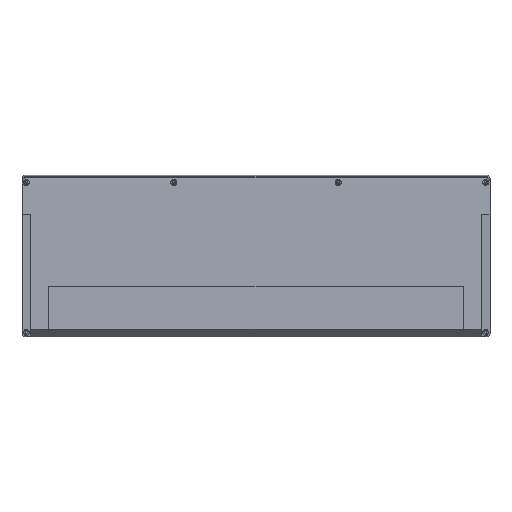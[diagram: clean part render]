
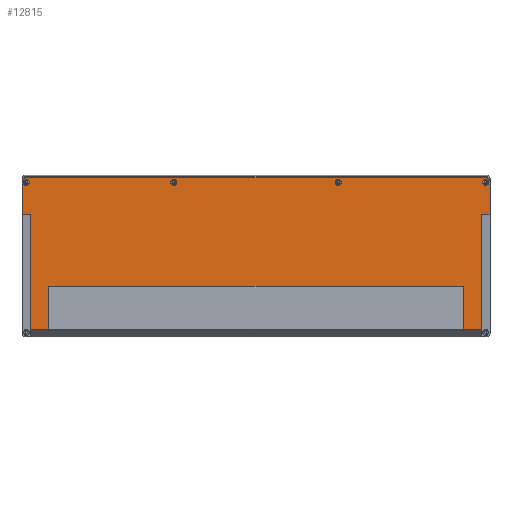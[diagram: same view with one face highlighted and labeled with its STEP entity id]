
A CAD part, front view. The second image highlights one B-rep face of the part: STEP entity #12815.
In plain terms, the highlighted planar face has unit normal (0, -1, 0).
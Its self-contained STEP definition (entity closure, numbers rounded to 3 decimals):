
#13=ELLIPSE('',#13624,2.011,2.);
#14=ELLIPSE('',#13631,2.011,2.);
#15=ELLIPSE('',#13638,2.011,2.);
#16=ELLIPSE('',#13645,2.011,2.);
#17=ELLIPSE('',#13677,2.011,2.);
#18=ELLIPSE('',#13679,2.011,2.);
#89=FACE_BOUND('',#1766,.T.);
#90=FACE_BOUND('',#1767,.T.);
#91=FACE_BOUND('',#1768,.T.);
#92=FACE_BOUND('',#1769,.T.);
#1062=FACE_OUTER_BOUND('',#1765,.T.);
#1765=EDGE_LOOP('',(#9599,#9600,#9601,#9602,#9603,#9604,#9605,#9606,#9607,
#9608,#9609,#9610,#9611,#9612));
#1766=EDGE_LOOP('',(#9613));
#1767=EDGE_LOOP('',(#9614));
#1768=EDGE_LOOP('',(#9615));
#1769=EDGE_LOOP('',(#9616));
#2732=LINE('',#19347,#4201);
#2733=LINE('',#19349,#4202);
#2734=LINE('',#19351,#4203);
#2735=LINE('',#19353,#4204);
#2736=LINE('',#19355,#4205);
#2737=LINE('',#19357,#4206);
#2738=LINE('',#19359,#4207);
#2739=LINE('',#19361,#4208);
#2740=LINE('',#19363,#4209);
#2741=LINE('',#19365,#4210);
#2742=LINE('',#19367,#4211);
#2743=LINE('',#19370,#4212);
#4201=VECTOR('',#15465,10.);
#4202=VECTOR('',#15466,10.);
#4203=VECTOR('',#15467,10.);
#4204=VECTOR('',#15468,10.);
#4205=VECTOR('',#15469,10.);
#4206=VECTOR('',#15470,10.);
#4207=VECTOR('',#15471,10.);
#4208=VECTOR('',#15472,10.);
#4209=VECTOR('',#15473,10.);
#4210=VECTOR('',#15474,10.);
#4211=VECTOR('',#15475,10.);
#4212=VECTOR('',#15478,10.);
#5690=VERTEX_POINT('',#19239);
#5694=VERTEX_POINT('',#19252);
#5698=VERTEX_POINT('',#19265);
#5702=VERTEX_POINT('',#19278);
#5720=VERTEX_POINT('',#19340);
#5721=VERTEX_POINT('',#19341);
#5722=VERTEX_POINT('',#19346);
#5723=VERTEX_POINT('',#19348);
#5724=VERTEX_POINT('',#19350);
#5725=VERTEX_POINT('',#19352);
#5726=VERTEX_POINT('',#19354);
#5727=VERTEX_POINT('',#19356);
#5728=VERTEX_POINT('',#19358);
#5729=VERTEX_POINT('',#19360);
#5730=VERTEX_POINT('',#19362);
#5731=VERTEX_POINT('',#19364);
#5732=VERTEX_POINT('',#19366);
#5733=VERTEX_POINT('',#19368);
#7113=EDGE_CURVE('',#5690,#5690,#13,.T.);
#7119=EDGE_CURVE('',#5694,#5694,#14,.T.);
#7125=EDGE_CURVE('',#5698,#5698,#15,.T.);
#7131=EDGE_CURVE('',#5702,#5702,#16,.T.);
#7161=EDGE_CURVE('',#5720,#5721,#17,.T.);
#7164=EDGE_CURVE('',#5720,#5722,#2732,.T.);
#7165=EDGE_CURVE('',#5722,#5723,#2733,.T.);
#7166=EDGE_CURVE('',#5723,#5724,#2734,.T.);
#7167=EDGE_CURVE('',#5724,#5725,#2735,.T.);
#7168=EDGE_CURVE('',#5725,#5726,#2736,.T.);
#7169=EDGE_CURVE('',#5726,#5727,#2737,.T.);
#7170=EDGE_CURVE('',#5727,#5728,#2738,.T.);
#7171=EDGE_CURVE('',#5728,#5729,#2739,.T.);
#7172=EDGE_CURVE('',#5729,#5730,#2740,.T.);
#7173=EDGE_CURVE('',#5730,#5731,#2741,.T.);
#7174=EDGE_CURVE('',#5732,#5731,#2742,.T.);
#7175=EDGE_CURVE('',#5733,#5732,#18,.T.);
#7176=EDGE_CURVE('',#5733,#5721,#2743,.T.);
#9599=ORIENTED_EDGE('',*,*,#7161,.F.);
#9600=ORIENTED_EDGE('',*,*,#7164,.T.);
#9601=ORIENTED_EDGE('',*,*,#7165,.T.);
#9602=ORIENTED_EDGE('',*,*,#7166,.T.);
#9603=ORIENTED_EDGE('',*,*,#7167,.T.);
#9604=ORIENTED_EDGE('',*,*,#7168,.T.);
#9605=ORIENTED_EDGE('',*,*,#7169,.T.);
#9606=ORIENTED_EDGE('',*,*,#7170,.T.);
#9607=ORIENTED_EDGE('',*,*,#7171,.T.);
#9608=ORIENTED_EDGE('',*,*,#7172,.T.);
#9609=ORIENTED_EDGE('',*,*,#7173,.T.);
#9610=ORIENTED_EDGE('',*,*,#7174,.F.);
#9611=ORIENTED_EDGE('',*,*,#7175,.F.);
#9612=ORIENTED_EDGE('',*,*,#7176,.T.);
#9613=ORIENTED_EDGE('',*,*,#7113,.T.);
#9614=ORIENTED_EDGE('',*,*,#7119,.T.);
#9615=ORIENTED_EDGE('',*,*,#7125,.T.);
#9616=ORIENTED_EDGE('',*,*,#7131,.T.);
#12222=PLANE('',#13678);
#12815=ADVANCED_FACE('',(#1062,#89,#90,#91,#92),#12222,.T.);
#13624=AXIS2_PLACEMENT_3D('',#19240,#15335,#15336);
#13631=AXIS2_PLACEMENT_3D('',#19253,#15351,#15352);
#13638=AXIS2_PLACEMENT_3D('',#19266,#15367,#15368);
#13645=AXIS2_PLACEMENT_3D('',#19279,#15383,#15384);
#13677=AXIS2_PLACEMENT_3D('',#19342,#15459,#15460);
#13678=AXIS2_PLACEMENT_3D('',#19345,#15463,#15464);
#13679=AXIS2_PLACEMENT_3D('',#19369,#15476,#15477);
#15335=DIRECTION('center_axis',(0.,1.,0.));
#15336=DIRECTION('ref_axis',(0.,0.,
-1.));
#15351=DIRECTION('center_axis',(0.,1.,0.));
#15352=DIRECTION('ref_axis',(0.,0.,
-1.));
#15367=DIRECTION('center_axis',(0.,1.,0.));
#15368=DIRECTION('ref_axis',(0.,0.,
-1.));
#15383=DIRECTION('center_axis',(0.,1.,0.));
#15384=DIRECTION('ref_axis',(0.,0.,
-1.));
#15459=DIRECTION('center_axis',(0.,1.,0.));
#15460=DIRECTION('ref_axis',(0.,0.,1.));
#15463=DIRECTION('center_axis',(0.,-1.,0.));
#15464=DIRECTION('ref_axis',(0.,0.,1.));
#15465=DIRECTION('',(0.,0.,-1.));
#15466=DIRECTION('',(1.,0.,0.));
#15467=DIRECTION('',(0.,0.,-1.));
#15468=DIRECTION('',(1.,0.,0.));
#15469=DIRECTION('',(0.,0.,1.));
#15470=DIRECTION('',(1.,0.,0.));
#15471=DIRECTION('',(0.,0.,-1.));
#15472=DIRECTION('',(1.,0.,0.));
#15473=DIRECTION('',(0.,0.,1.));
#15474=DIRECTION('',(1.,0.,0.));
#15475=DIRECTION('',(0.,0.,-1.));
#15476=DIRECTION('center_axis',(0.,1.,0.));
#15477=DIRECTION('ref_axis',(0.,0.,1.));
#15478=DIRECTION('',(-1.,0.,0.));
#19239=CARTESIAN_POINT('',(209.226,-10.446,0.194));
#19240=CARTESIAN_POINT('Origin',(209.226,-10.446,-1.817));
#19252=CARTESIAN_POINT('',(-2.524,-10.446,0.194));
#19253=CARTESIAN_POINT('Origin',(-2.524,-10.446,-1.817));
#19265=CARTESIAN_POINT('',(97.476,-10.446,0.194));
#19266=CARTESIAN_POINT('Origin',(97.476,-10.446,-1.817));
#19278=CARTESIAN_POINT('',(309.226,-10.446,0.194));
#19279=CARTESIAN_POINT('Origin',(309.226,-10.446,-1.817));
#19340=CARTESIAN_POINT('',(-5.524,-10.446,-0.812));
#19341=CARTESIAN_POINT('',(-3.524,-10.446,1.199));
#19342=CARTESIAN_POINT('Origin',(-3.524,-10.446,-0.812));
#19345=CARTESIAN_POINT('Origin',(312.226,-10.446,-107.597));
#19346=CARTESIAN_POINT('',(-5.524,-10.446,-23.801));
#19347=CARTESIAN_POINT('',(-5.524,-10.446,-52.964));
#19348=CARTESIAN_POINT('',(0.476,-10.446,-23.801));
#19349=CARTESIAN_POINT('',(153.351,-10.446,-23.801));
#19350=CARTESIAN_POINT('',(0.476,-10.446,-101.652));
#19351=CARTESIAN_POINT('',(0.476,-10.446,-86.419));
#19352=CARTESIAN_POINT('',(12.476,-10.446,-101.652));
#19353=CARTESIAN_POINT('',(312.226,-10.446,-101.652));
#19354=CARTESIAN_POINT('',(12.476,-10.446,-72.404));
#19355=CARTESIAN_POINT('',(12.476,-10.446,-107.139));
#19356=CARTESIAN_POINT('',(294.226,-10.446,-72.404));
#19357=CARTESIAN_POINT('',(232.788,-10.446,-72.404));
#19358=CARTESIAN_POINT('',(294.226,-10.446,-101.652));
#19359=CARTESIAN_POINT('',(294.226,-10.446,-107.565));
#19360=CARTESIAN_POINT('',(306.226,-10.446,-101.652));
#19361=CARTESIAN_POINT('',(312.226,-10.446,-101.652));
#19362=CARTESIAN_POINT('',(306.226,-10.446,-23.801));
#19363=CARTESIAN_POINT('',(306.226,-10.446,-86.648));
#19364=CARTESIAN_POINT('',(312.226,-10.446,-23.801));
#19365=CARTESIAN_POINT('',(312.226,-10.446,-23.801));
#19366=CARTESIAN_POINT('',(312.226,-10.446,-0.812));
#19367=CARTESIAN_POINT('',(312.226,-10.446,1.199));
#19368=CARTESIAN_POINT('',(310.226,-10.446,1.199));
#19369=CARTESIAN_POINT('Origin',(310.226,-10.446,-0.812));
#19370=CARTESIAN_POINT('',(312.226,-10.446,1.199));
